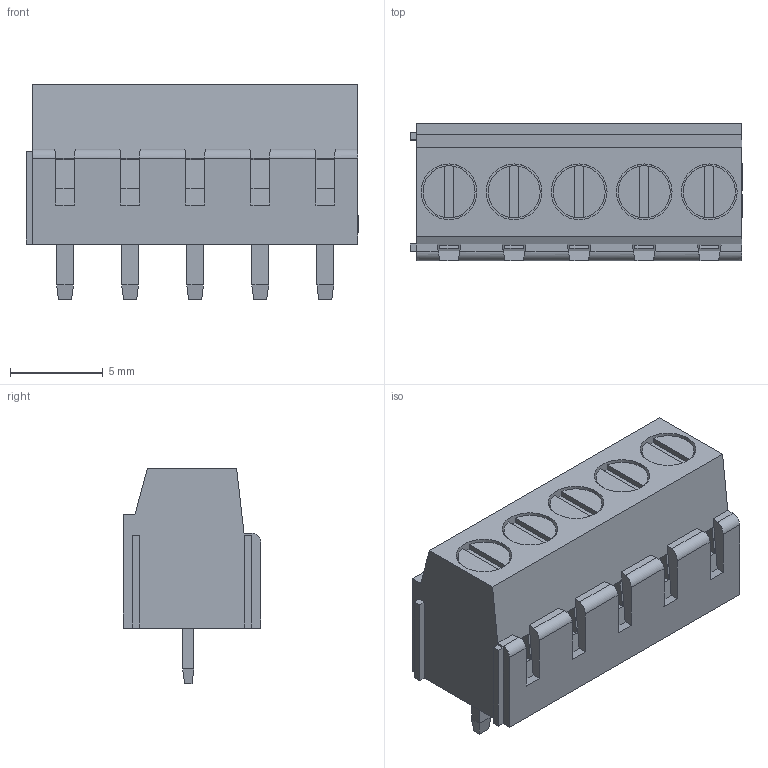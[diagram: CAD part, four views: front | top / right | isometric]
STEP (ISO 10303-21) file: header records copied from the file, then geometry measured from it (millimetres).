
FILE_DESCRIPTION (( 'STEP AP214' ), '1' );
FILE_NAME ('CONN-TH_5P-P3.50_DORABO_DB125-3.5-5P-GN-S.STEP', '2022-07-09T06:52:54', ( '' ), ( '' ), 'SwSTEP 2.0', 'SolidWorks 2020', '' );
FILE_SCHEMA (( 'AUTOMOTIVE_DESIGN' ));
Length unit declared in the file: millimetre
Products named in the file (1): CONN-TH_5P-P3.50_DORABO_DB125-3.5-5P-GN-S
Bounding box: 17.86 x 7.4 x 11.6 mm (x, y, z)
Volume: 916.2 mm3; surface area: 969.9 mm2
Topology: 1 solids, 1 shells, 466 faces, 1220 edges, 800 vertices
Faces by surface type: plane 342, bspline 98, cylinder 26
Entity records: 19802 total; most frequent: CARTESIAN_POINT 3827, ORIENTED_EDGE 2440, DIRECTION 1810, EDGE_CURVE 1220, LINE 948, VECTOR 948, VERTEX_POINT 800, EDGE_LOOP 510
